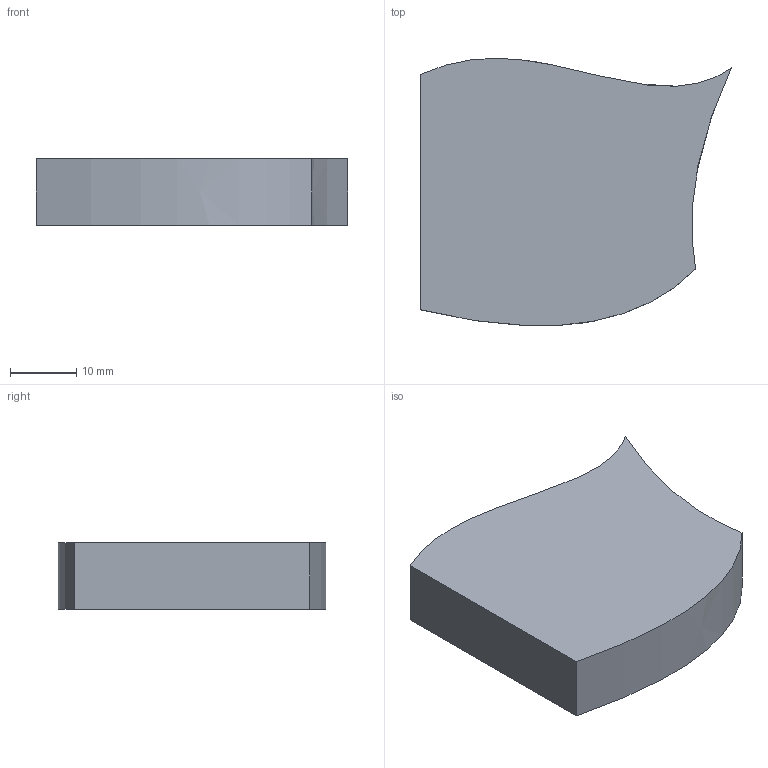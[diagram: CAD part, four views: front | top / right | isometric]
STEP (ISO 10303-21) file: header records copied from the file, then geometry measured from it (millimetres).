
FILE_DESCRIPTION(('FreeCAD Model'),'2;1');
FILE_NAME('Open CASCADE Shape Model','2024-06-17T00:31:35',(''),(''), 'Open CASCADE STEP processor 7.6','FreeCAD','Unknown');
FILE_SCHEMA(('AUTOMOTIVE_DESIGN { 1 0 10303 214 1 1 1 1 }'));
Length unit declared in the file: millimetre
Products named in the file (1): pad
Bounding box: 46.86 x 40.25 x 10 mm (x, y, z)
Volume: 15429.9 mm3; surface area: 4673.3 mm2
Topology: 1 solids, 1 shells, 6 faces, 12 edges, 8 vertices
Faces by surface type: plane 3, extrusion 3
Entity records: 235 total; most frequent: CARTESIAN_POINT 48, ORIENTED_EDGE 24, DIRECTION 17, EDGE_CURVE 12, VECTOR 9, B_SPLINE_CURVE_WITH_KNOTS 9, VERTEX_POINT 8, PRESENTATION_STYLE_ASSIGNMENT 7
